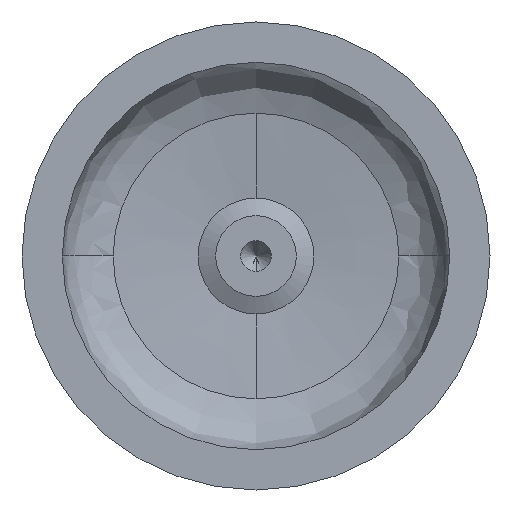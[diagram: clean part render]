
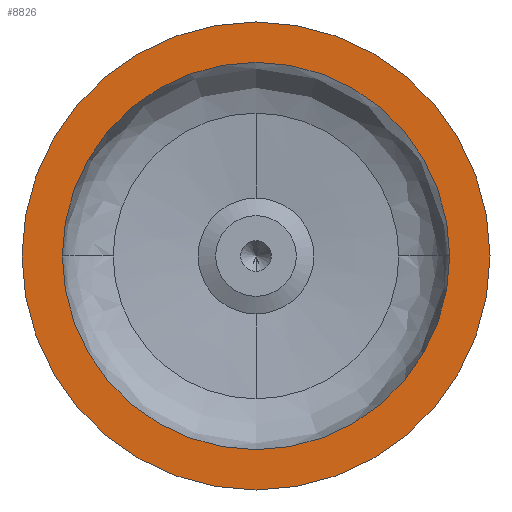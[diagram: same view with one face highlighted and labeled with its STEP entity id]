
A CAD part, front view. The second image highlights one B-rep face of the part: STEP entity #8826.
In plain terms, the highlighted planar face has unit normal (0, -1, 0).
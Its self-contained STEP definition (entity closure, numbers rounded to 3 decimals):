
#1015 = DIRECTION ( 'NONE',  ( 0., -1., 0. ) ) ;
#2381 = DIRECTION ( 'NONE',  ( 0., -1., 0. ) ) ;
#2794 = CIRCLE ( 'NONE', #22370, 29. ) ;
#2969 = CARTESIAN_POINT ( 'NONE',  ( 56.929, -14.858, 89.566 ) ) ;
#3064 = FACE_OUTER_BOUND ( 'NONE', #15744, .T. ) ;
#5641 = ORIENTED_EDGE ( 'NONE', *, *, #11386, .F. ) ;
#6475 = CARTESIAN_POINT ( 'NONE',  ( 56.929, -14.858, 89.566 ) ) ;
#6613 = EDGE_LOOP ( 'NONE', ( #5641 ) ) ;
#6753 = EDGE_CURVE ( 'NONE', #25301, #25301, #2794, .T. ) ;
#8791 = DIRECTION ( 'NONE',  ( 0., 0., -1. ) ) ;
#8826 = ADVANCED_FACE ( 'NONE', ( #3064, #9325 ), #13425, .T. ) ;
#9325 = FACE_BOUND ( 'NONE', #6613, .T. ) ;
#11281 = DIRECTION ( 'NONE',  ( 0., -1., 0. ) ) ;
#11386 = EDGE_CURVE ( 'NONE', #14973, #14973, #17660, .T. ) ;
#11509 = DIRECTION ( 'NONE',  ( 0., 0., -1. ) ) ;
#13425 = PLANE ( 'NONE',  #21003 ) ;
#13811 = CARTESIAN_POINT ( 'NONE',  ( 56.929, -14.858, 89.566 ) ) ;
#14973 = VERTEX_POINT ( 'NONE', #19182 ) ;
#15744 = EDGE_LOOP ( 'NONE', ( #19655 ) ) ;
#17531 = DIRECTION ( 'NONE',  ( 0., 0., -1. ) ) ;
#17660 = CIRCLE ( 'NONE', #18093, 24. ) ;
#18093 = AXIS2_PLACEMENT_3D ( 'NONE', #2969, #11281, #17531 ) ;
#19182 = CARTESIAN_POINT ( 'NONE',  ( 56.929, -14.858, 65.566 ) ) ;
#19655 = ORIENTED_EDGE ( 'NONE', *, *, #6753, .T. ) ;
#21003 = AXIS2_PLACEMENT_3D ( 'NONE', #13811, #1015, #11509 ) ;
#22370 = AXIS2_PLACEMENT_3D ( 'NONE', #6475, #2381, #8791 ) ;
#23136 = CARTESIAN_POINT ( 'NONE',  ( 56.929, -14.858, 60.566 ) ) ;
#25301 = VERTEX_POINT ( 'NONE', #23136 ) ;
